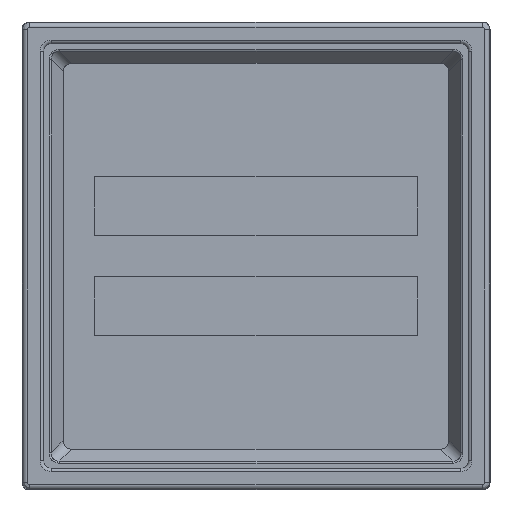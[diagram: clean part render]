
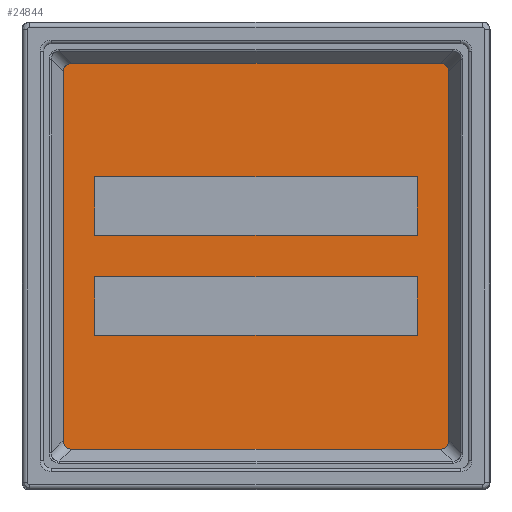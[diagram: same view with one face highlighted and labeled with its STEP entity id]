
A CAD part, top view. The second image highlights one B-rep face of the part: STEP entity #24844.
In plain terms, the highlighted planar face has unit normal (0, 0, 1).
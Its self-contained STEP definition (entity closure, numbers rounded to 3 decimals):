
#188=FACE_BOUND('',#2134,.T.);
#189=FACE_BOUND('',#2135,.T.);
#190=FACE_BOUND('',#2136,.T.);
#344=CIRCLE('',#26203,1.73);
#345=CIRCLE('',#26204,1.73);
#346=CIRCLE('',#26205,0.5);
#347=CIRCLE('',#26206,0.5);
#898=FACE_OUTER_BOUND('',#2133,.T.);
#2133=EDGE_LOOP('',(#16252,#16253,#16254,#16255,#16256,#16257,#16258,#16259,
#16260,#16261,#16262,#16263));
#2134=EDGE_LOOP('',(#16264,#16265,#16266,#16267));
#2135=EDGE_LOOP('',(#16268,#16269,#16270,#16271));
#2136=EDGE_LOOP('',(#16272,#16273,#16274,#16275));
#3663=LINE('',#35309,#6779);
#3664=LINE('',#35311,#6780);
#3665=LINE('',#35313,#6781);
#3666=LINE('',#35315,#6782);
#3667=LINE('',#35317,#6783);
#3668=LINE('',#35319,#6784);
#3669=LINE('',#35321,#6785);
#3670=LINE('',#35323,#6786);
#3671=LINE('',#35325,#6787);
#3672=LINE('',#35329,#6788);
#3673=LINE('',#35333,#6789);
#3674=LINE('',#35335,#6790);
#3675=LINE('',#35337,#6791);
#3676=LINE('',#35338,#6792);
#3677=LINE('',#35343,#6793);
#3678=LINE('',#35346,#6794);
#3679=LINE('',#35349,#6795);
#3680=LINE('',#35351,#6796);
#3681=LINE('',#35353,#6797);
#3682=LINE('',#35354,#6798);
#6779=VECTOR('',#28491,78.136);
#6780=VECTOR('',#28492,4.95);
#6781=VECTOR('',#28493,34.85);
#6782=VECTOR('',#28494,2.54);
#6783=VECTOR('',#28495,5.46);
#6784=VECTOR('',#28496,2.54);
#6785=VECTOR('',#28497,34.85);
#6786=VECTOR('',#28498,4.95);
#6787=VECTOR('',#28499,78.136);
#6788=VECTOR('',#28502,75.54);
#6789=VECTOR('',#28505,12.);
#6790=VECTOR('',#28506,66.);
#6791=VECTOR('',#28507,12.);
#6792=VECTOR('',#28508,66.);
#6793=VECTOR('',#28511,3.);
#6794=VECTOR('',#28514,3.);
#6795=VECTOR('',#28515,66.);
#6796=VECTOR('',#28516,12.);
#6797=VECTOR('',#28517,66.);
#6798=VECTOR('',#28518,12.);
#9864=VERTEX_POINT('',#35307);
#9865=VERTEX_POINT('',#35308);
#9866=VERTEX_POINT('',#35310);
#9867=VERTEX_POINT('',#35312);
#9868=VERTEX_POINT('',#35314);
#9869=VERTEX_POINT('',#35316);
#9870=VERTEX_POINT('',#35318);
#9871=VERTEX_POINT('',#35320);
#9872=VERTEX_POINT('',#35322);
#9873=VERTEX_POINT('',#35324);
#9874=VERTEX_POINT('',#35326);
#9875=VERTEX_POINT('',#35328);
#9876=VERTEX_POINT('',#35331);
#9877=VERTEX_POINT('',#35332);
#9878=VERTEX_POINT('',#35334);
#9879=VERTEX_POINT('',#35336);
#9880=VERTEX_POINT('',#35339);
#9881=VERTEX_POINT('',#35340);
#9882=VERTEX_POINT('',#35342);
#9883=VERTEX_POINT('',#35344);
#9884=VERTEX_POINT('',#35347);
#9885=VERTEX_POINT('',#35348);
#9886=VERTEX_POINT('',#35350);
#9887=VERTEX_POINT('',#35352);
#12342=EDGE_CURVE('',#9864,#9865,#3663,.T.);
#12343=EDGE_CURVE('',#9864,#9866,#3664,.T.);
#12344=EDGE_CURVE('',#9866,#9867,#3665,.T.);
#12345=EDGE_CURVE('',#9867,#9868,#3666,.T.);
#12346=EDGE_CURVE('',#9868,#9869,#3667,.T.);
#12347=EDGE_CURVE('',#9869,#9870,#3668,.T.);
#12348=EDGE_CURVE('',#9870,#9871,#3669,.T.);
#12349=EDGE_CURVE('',#9871,#9872,#3670,.T.);
#12350=EDGE_CURVE('',#9873,#9872,#3671,.T.);
#12351=EDGE_CURVE('',#9873,#9874,#344,.T.);
#12352=EDGE_CURVE('',#9875,#9874,#3672,.T.);
#12353=EDGE_CURVE('',#9875,#9865,#345,.T.);
#12354=EDGE_CURVE('',#9876,#9877,#3673,.T.);
#12355=EDGE_CURVE('',#9877,#9878,#3674,.T.);
#12356=EDGE_CURVE('',#9878,#9879,#3675,.T.);
#12357=EDGE_CURVE('',#9879,#9876,#3676,.T.);
#12358=EDGE_CURVE('',#9880,#9881,#346,.T.);
#12359=EDGE_CURVE('',#9881,#9882,#3677,.T.);
#12360=EDGE_CURVE('',#9882,#9883,#347,.T.);
#12361=EDGE_CURVE('',#9883,#9880,#3678,.T.);
#12362=EDGE_CURVE('',#9884,#9885,#3679,.T.);
#12363=EDGE_CURVE('',#9885,#9886,#3680,.T.);
#12364=EDGE_CURVE('',#9886,#9887,#3681,.T.);
#12365=EDGE_CURVE('',#9887,#9884,#3682,.T.);
#16252=ORIENTED_EDGE('',*,*,#12342,.F.);
#16253=ORIENTED_EDGE('',*,*,#12343,.T.);
#16254=ORIENTED_EDGE('',*,*,#12344,.T.);
#16255=ORIENTED_EDGE('',*,*,#12345,.T.);
#16256=ORIENTED_EDGE('',*,*,#12346,.T.);
#16257=ORIENTED_EDGE('',*,*,#12347,.T.);
#16258=ORIENTED_EDGE('',*,*,#12348,.T.);
#16259=ORIENTED_EDGE('',*,*,#12349,.T.);
#16260=ORIENTED_EDGE('',*,*,#12350,.F.);
#16261=ORIENTED_EDGE('',*,*,#12351,.T.);
#16262=ORIENTED_EDGE('',*,*,#12352,.F.);
#16263=ORIENTED_EDGE('',*,*,#12353,.T.);
#16264=ORIENTED_EDGE('',*,*,#12354,.T.);
#16265=ORIENTED_EDGE('',*,*,#12355,.T.);
#16266=ORIENTED_EDGE('',*,*,#12356,.T.);
#16267=ORIENTED_EDGE('',*,*,#12357,.T.);
#16268=ORIENTED_EDGE('',*,*,#12358,.T.);
#16269=ORIENTED_EDGE('',*,*,#12359,.T.);
#16270=ORIENTED_EDGE('',*,*,#12360,.T.);
#16271=ORIENTED_EDGE('',*,*,#12361,.T.);
#16272=ORIENTED_EDGE('',*,*,#12362,.T.);
#16273=ORIENTED_EDGE('',*,*,#12363,.T.);
#16274=ORIENTED_EDGE('',*,*,#12364,.T.);
#16275=ORIENTED_EDGE('',*,*,#12365,.T.);
#22554=PLANE('',#26202);
#24844=ADVANCED_FACE('',(#898,#188,#189,#190),#22554,.T.);
#26202=AXIS2_PLACEMENT_3D('',#35306,#28489,#28490);
#26203=AXIS2_PLACEMENT_3D('',#35327,#28500,#28501);
#26204=AXIS2_PLACEMENT_3D('',#35330,#28503,#28504);
#26205=AXIS2_PLACEMENT_3D('',#35341,#28509,#28510);
#26206=AXIS2_PLACEMENT_3D('',#35345,#28512,#28513);
#28489=DIRECTION('center_axis',(0.,0.,1.));
#28490=DIRECTION('ref_axis',(1.,0.,0.));
#28491=DIRECTION('',(0.,-1.,0.));
#28492=DIRECTION('',(-0.707,0.707,0.));
#28493=DIRECTION('',(-1.,0.,0.));
#28494=DIRECTION('',(-0.5,0.866,0.));
#28495=DIRECTION('',(-1.,0.,0.));
#28496=DIRECTION('',(-0.5,-0.866,0.));
#28497=DIRECTION('',(-1.,0.,0.));
#28498=DIRECTION('',(-0.707,-0.707,0.));
#28499=DIRECTION('',(0.,1.,0.));
#28500=DIRECTION('center_axis',(0.,0.,1.));
#28501=DIRECTION('ref_axis',(-1.,0.,0.));
#28502=DIRECTION('',(-1.,0.,0.));
#28503=DIRECTION('center_axis',(0.,0.,1.));
#28504=DIRECTION('ref_axis',(0.,-1.,0.));
#28505=DIRECTION('',(0.,-1.,0.));
#28506=DIRECTION('',(-1.,0.,0.));
#28507=DIRECTION('',(0.,1.,0.));
#28508=DIRECTION('',(1.,0.,0.));
#28509=DIRECTION('center_axis',(0.,0.,-1.));
#28510=DIRECTION('ref_axis',(0.,-1.,0.));
#28511=DIRECTION('',(1.,0.,0.));
#28512=DIRECTION('center_axis',(0.,0.,-1.));
#28513=DIRECTION('ref_axis',(0.,1.,0.));
#28514=DIRECTION('',(-1.,0.,0.));
#28515=DIRECTION('',(-1.,0.,0.));
#28516=DIRECTION('',(0.,1.,0.));
#28517=DIRECTION('',(1.,0.,0.));
#28518=DIRECTION('',(0.,-1.,0.));
#35306=CARTESIAN_POINT('Origin',(0.,0.,0.1));
#35307=CARTESIAN_POINT('',(39.5,40.3,0.1));
#35308=CARTESIAN_POINT('',(39.5,-37.822,0.1));
#35309=CARTESIAN_POINT('',(39.5,40.314,0.1));
#35310=CARTESIAN_POINT('',(38.85,40.95,0.1));
#35311=CARTESIAN_POINT('',(42.35,37.45,0.1));
#35312=CARTESIAN_POINT('',(4.,40.95,0.1));
#35313=CARTESIAN_POINT('',(38.85,40.95,0.1));
#35314=CARTESIAN_POINT('',(2.73,43.15,0.1));
#35315=CARTESIAN_POINT('',(4.,40.95,0.1));
#35316=CARTESIAN_POINT('',(-2.73,43.15,0.1));
#35317=CARTESIAN_POINT('',(2.73,43.15,0.1));
#35318=CARTESIAN_POINT('',(-4.,40.95,0.1));
#35319=CARTESIAN_POINT('',(-2.73,43.15,0.1));
#35320=CARTESIAN_POINT('',(-38.85,40.95,0.1));
#35321=CARTESIAN_POINT('',(-4.,40.95,0.1));
#35322=CARTESIAN_POINT('',(-39.5,40.3,0.1));
#35323=CARTESIAN_POINT('',(-38.85,40.95,0.1));
#35324=CARTESIAN_POINT('',(-39.5,-37.822,0.1));
#35325=CARTESIAN_POINT('',(-39.5,-37.822,0.1));
#35326=CARTESIAN_POINT('',(-37.77,-39.552,0.1));
#35327=CARTESIAN_POINT('Origin',(-37.77,-37.822,0.1));
#35328=CARTESIAN_POINT('',(37.77,-39.552,0.1));
#35329=CARTESIAN_POINT('',(37.77,-39.552,0.1));
#35330=CARTESIAN_POINT('Origin',(37.77,-37.822,0.1));
#35331=CARTESIAN_POINT('',(33.,-4.25,0.1));
#35332=CARTESIAN_POINT('',(33.,-16.25,0.1));
#35333=CARTESIAN_POINT('',(33.,-4.25,0.1));
#35334=CARTESIAN_POINT('',(-33.,-16.25,0.1));
#35335=CARTESIAN_POINT('',(33.,-16.25,0.1));
#35336=CARTESIAN_POINT('',(-33.,-4.25,0.1));
#35337=CARTESIAN_POINT('',(-33.,-16.25,0.1));
#35338=CARTESIAN_POINT('',(-33.,-4.25,0.1));
#35339=CARTESIAN_POINT('',(-1.5,40.95,0.1));
#35340=CARTESIAN_POINT('',(-1.5,41.95,0.1));
#35341=CARTESIAN_POINT('Origin',(-1.5,41.45,0.1));
#35342=CARTESIAN_POINT('',(1.5,41.95,0.1));
#35343=CARTESIAN_POINT('',(-1.5,41.95,0.1));
#35344=CARTESIAN_POINT('',(1.5,40.95,0.1));
#35345=CARTESIAN_POINT('Origin',(1.5,41.45,0.1));
#35346=CARTESIAN_POINT('',(1.5,40.95,0.1));
#35347=CARTESIAN_POINT('',(33.,4.25,0.1));
#35348=CARTESIAN_POINT('',(-33.,4.25,0.1));
#35349=CARTESIAN_POINT('',(33.,4.25,0.1));
#35350=CARTESIAN_POINT('',(-33.,16.25,0.1));
#35351=CARTESIAN_POINT('',(-33.,4.25,0.1));
#35352=CARTESIAN_POINT('',(33.,16.25,0.1));
#35353=CARTESIAN_POINT('',(-33.,16.25,0.1));
#35354=CARTESIAN_POINT('',(33.,16.25,0.1));
